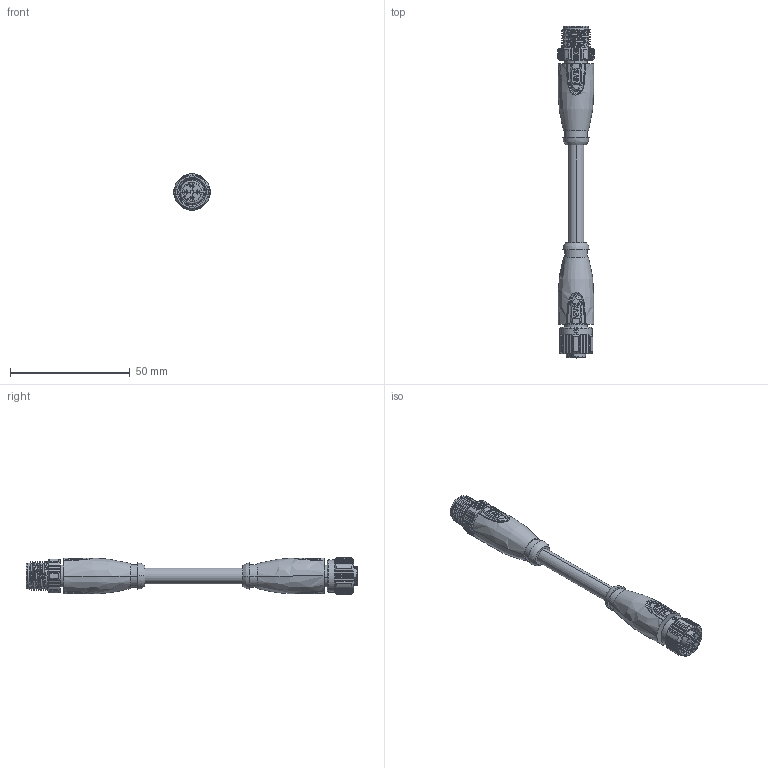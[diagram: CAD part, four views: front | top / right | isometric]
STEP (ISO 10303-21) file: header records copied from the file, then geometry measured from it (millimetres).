
FILE_DESCRIPTION((''),'2;1');
FILE_NAME('3D_1630044014502_M12-M04D-T_F04','2024-01-17T',('js.wu'),(''),'PRO/ENGINEER BY PARAMETRIC TECHNOLOGY CORPORATION, 2012480','PRO/ENGINEER BY PARAMETRIC TECHNOLOGY CORPORATION, 2012480','');
FILE_SCHEMA(('CONFIG_CONTROL_DESIGN'));
Length unit declared in the file: millimetre
Products named in the file (1): 3D_1630044014502_M12-M04D-T_F04
Bounding box: 15.2 x 138.8 x 15.2 mm (x, y, z)
Volume: 13844.3 mm3; surface area: 7482.4 mm2
Topology: 1 solids, 1 shells, 848 faces, 2514 edges, 1675 vertices
Faces by surface type: plane 417, cylinder 271, cone 59, bspline 34, torus 21, sphere 18, revolution 16, extrusion 12
Entity records: 39952 total; most frequent: CARTESIAN_POINT 18829, ORIENTED_EDGE 4952, DIRECTION 3658, EDGE_CURVE 2476, VERTEX_POINT 1673, AXIS2_PLACEMENT_3D 1342, B_SPLINE_CURVE_WITH_KNOTS 1002, VECTOR 958
